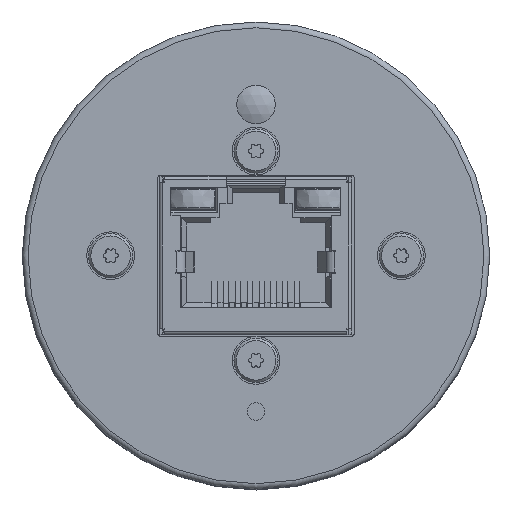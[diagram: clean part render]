
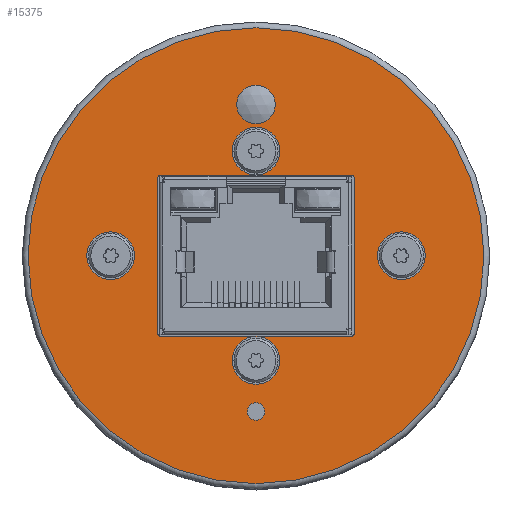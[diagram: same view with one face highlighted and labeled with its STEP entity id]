
A CAD part, top view. The second image highlights one B-rep face of the part: STEP entity #15375.
In plain terms, the highlighted planar face has unit normal (0, 0, 1).
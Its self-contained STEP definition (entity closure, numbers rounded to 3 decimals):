
#97=FACE_BOUND('',#2393,.T.);
#98=FACE_BOUND('',#2394,.T.);
#99=FACE_BOUND('',#2395,.T.);
#100=FACE_BOUND('',#2396,.T.);
#101=FACE_BOUND('',#2397,.T.);
#102=FACE_BOUND('',#2398,.T.);
#103=FACE_BOUND('',#2399,.T.);
#431=CIRCLE('',#16433,1.651);
#595=CIRCLE('',#16694,0.25);
#596=CIRCLE('',#16697,0.25);
#597=CIRCLE('',#16700,0.75);
#598=CIRCLE('',#16702,19.6);
#601=CIRCLE('',#16706,0.25);
#602=CIRCLE('',#16707,0.25);
#603=CIRCLE('',#16708,2.05);
#604=CIRCLE('',#16709,2.05);
#605=CIRCLE('',#16710,2.05);
#606=CIRCLE('',#16711,2.05);
#1610=FACE_OUTER_BOUND('',#2392,.T.);
#2392=EDGE_LOOP('',(#13523));
#2393=EDGE_LOOP('',(#13524));
#2394=EDGE_LOOP('',(#13525));
#2395=EDGE_LOOP('',(#13526,#13527,#13528,#13529,#13530,#13531,#13532,#13533));
#2396=EDGE_LOOP('',(#13534));
#2397=EDGE_LOOP('',(#13535));
#2398=EDGE_LOOP('',(#13536));
#2399=EDGE_LOOP('',(#13537));
#4066=LINE('',#26283,#5738);
#4069=LINE('',#26291,#5741);
#4071=LINE('',#26305,#5743);
#4072=LINE('',#26308,#5744);
#5738=VECTOR('',#20830,10.);
#5741=VECTOR('',#20839,10.);
#5743=VECTOR('',#20855,10.);
#5744=VECTOR('',#20858,10.);
#6993=VERTEX_POINT('',#25776);
#7156=VERTEX_POINT('',#26275);
#7157=VERTEX_POINT('',#26277);
#7158=VERTEX_POINT('',#26281);
#7159=VERTEX_POINT('',#26285);
#7160=VERTEX_POINT('',#26289);
#7161=VERTEX_POINT('',#26293);
#7162=VERTEX_POINT('',#26297);
#7164=VERTEX_POINT('',#26303);
#7165=VERTEX_POINT('',#26304);
#7166=VERTEX_POINT('',#26306);
#7167=VERTEX_POINT('',#26310);
#7168=VERTEX_POINT('',#26312);
#7169=VERTEX_POINT('',#26314);
#7170=VERTEX_POINT('',#26316);
#9109=EDGE_CURVE('',#6993,#6993,#431,.T.);
#9349=EDGE_CURVE('',#7156,#7157,#595,.T.);
#9352=EDGE_CURVE('',#7156,#7158,#4066,.T.);
#9354=EDGE_CURVE('',#7159,#7158,#596,.T.);
#9356=EDGE_CURVE('',#7159,#7160,#4069,.T.);
#9357=EDGE_CURVE('',#7161,#7161,#597,.T.);
#9359=EDGE_CURVE('',#7162,#7162,#598,.T.);
#9362=EDGE_CURVE('',#7164,#7165,#4071,.T.);
#9363=EDGE_CURVE('',#7166,#7165,#601,.T.);
#9364=EDGE_CURVE('',#7166,#7157,#4072,.T.);
#9365=EDGE_CURVE('',#7164,#7160,#602,.T.);
#9366=EDGE_CURVE('',#7167,#7167,#603,.T.);
#9367=EDGE_CURVE('',#7168,#7168,#604,.T.);
#9368=EDGE_CURVE('',#7169,#7169,#605,.T.);
#9369=EDGE_CURVE('',#7170,#7170,#606,.T.);
#13523=ORIENTED_EDGE('',*,*,#9359,.F.);
#13524=ORIENTED_EDGE('',*,*,#9109,.T.);
#13525=ORIENTED_EDGE('',*,*,#9357,.T.);
#13526=ORIENTED_EDGE('',*,*,#9362,.T.);
#13527=ORIENTED_EDGE('',*,*,#9363,.F.);
#13528=ORIENTED_EDGE('',*,*,#9364,.T.);
#13529=ORIENTED_EDGE('',*,*,#9349,.F.);
#13530=ORIENTED_EDGE('',*,*,#9352,.T.);
#13531=ORIENTED_EDGE('',*,*,#9354,.F.);
#13532=ORIENTED_EDGE('',*,*,#9356,.T.);
#13533=ORIENTED_EDGE('',*,*,#9365,.F.);
#13534=ORIENTED_EDGE('',*,*,#9366,.T.);
#13535=ORIENTED_EDGE('',*,*,#9367,.T.);
#13536=ORIENTED_EDGE('',*,*,#9368,.T.);
#13537=ORIENTED_EDGE('',*,*,#9369,.T.);
#14053=PLANE('',#16705);
#15375=ADVANCED_FACE('',(#1610,#97,#98,#99,#100,#101,#102,#103),#14053,
 .T.);
#16433=AXIS2_PLACEMENT_3D('',#25777,#20226,#20227);
#16694=AXIS2_PLACEMENT_3D('',#26278,#20824,#20825);
#16697=AXIS2_PLACEMENT_3D('',#26287,#20834,#20835);
#16700=AXIS2_PLACEMENT_3D('',#26294,#20842,#20843);
#16702=AXIS2_PLACEMENT_3D('',#26298,#20847,#20848);
#16705=AXIS2_PLACEMENT_3D('',#26302,#20853,#20854);
#16706=AXIS2_PLACEMENT_3D('',#26307,#20856,#20857);
#16707=AXIS2_PLACEMENT_3D('',#26309,#20859,#20860);
#16708=AXIS2_PLACEMENT_3D('',#26311,#20861,#20862);
#16709=AXIS2_PLACEMENT_3D('',#26313,#20863,#20864);
#16710=AXIS2_PLACEMENT_3D('',#26315,#20865,#20866);
#16711=AXIS2_PLACEMENT_3D('',#26317,#20867,#20868);
#20226=DIRECTION('center_axis',(0.,0.,-1.));
#20227=DIRECTION('ref_axis',(0.,-1.,0.));
#20824=DIRECTION('center_axis',(0.,0.,1.));
#20825=DIRECTION('ref_axis',(0.707,0.707,0.));
#20830=DIRECTION('',(0.,-1.,0.));
#20834=DIRECTION('center_axis',(0.,0.,1.));
#20835=DIRECTION('ref_axis',(0.707,-0.707,0.));
#20839=DIRECTION('',(-1.,0.,0.));
#20842=DIRECTION('center_axis',(0.,0.,-1.));
#20843=DIRECTION('ref_axis',(1.,0.,0.));
#20847=DIRECTION('center_axis',(0.,0.,-1.));
#20848=DIRECTION('ref_axis',(1.,0.,0.));
#20853=DIRECTION('center_axis',(0.,0.,1.));
#20854=DIRECTION('ref_axis',(1.,0.,0.));
#20855=DIRECTION('',(0.,1.,0.));
#20856=DIRECTION('center_axis',(0.,0.,1.));
#20857=DIRECTION('ref_axis',(-0.707,0.707,0.));
#20858=DIRECTION('',(1.,0.,0.));
#20859=DIRECTION('center_axis',(0.,0.,1.));
#20860=DIRECTION('ref_axis',(-0.707,-0.707,0.));
#20861=DIRECTION('center_axis',(0.,0.,-1.));
#20862=DIRECTION('ref_axis',(1.,0.,0.));
#20863=DIRECTION('center_axis',(0.,0.,-1.));
#20864=DIRECTION('ref_axis',(1.,0.,0.));
#20865=DIRECTION('center_axis',(0.,0.,-1.));
#20866=DIRECTION('ref_axis',(1.,0.,0.));
#20867=DIRECTION('center_axis',(0.,0.,-1.));
#20868=DIRECTION('ref_axis',(1.,0.,0.));
#25776=CARTESIAN_POINT('',(0.,14.651,2.));
#25777=CARTESIAN_POINT('Origin',(0.,13.,
2.));
#26275=CARTESIAN_POINT('',(8.45,6.675,2.));
#26277=CARTESIAN_POINT('',(8.2,6.925,2.));
#26278=CARTESIAN_POINT('Origin',(8.2,6.675,2.));
#26281=CARTESIAN_POINT('',(8.45,-6.675,2.));
#26283=CARTESIAN_POINT('',(8.45,3.463,2.));
#26285=CARTESIAN_POINT('',(8.2,-6.925,2.));
#26287=CARTESIAN_POINT('Origin',(8.2,-6.675,2.));
#26289=CARTESIAN_POINT('',(-8.2,-6.925,2.));
#26291=CARTESIAN_POINT('',(4.225,-6.925,2.));
#26293=CARTESIAN_POINT('',(-0.75,-13.4,2.));
#26294=CARTESIAN_POINT('Origin',(0.,-13.4,2.));
#26297=CARTESIAN_POINT('',(-19.6,0.,2.));
#26298=CARTESIAN_POINT('Origin',(0.,0.,2.));
#26302=CARTESIAN_POINT('Origin',(0.,0.,2.));
#26303=CARTESIAN_POINT('',(-8.45,-6.675,2.));
#26304=CARTESIAN_POINT('',(-8.45,6.675,2.));
#26305=CARTESIAN_POINT('',(-8.45,-3.463,2.));
#26306=CARTESIAN_POINT('',(-8.2,6.925,2.));
#26307=CARTESIAN_POINT('Origin',(-8.2,6.675,2.));
#26308=CARTESIAN_POINT('',(-4.225,6.925,2.));
#26309=CARTESIAN_POINT('Origin',(-8.2,-6.675,2.));
#26310=CARTESIAN_POINT('',(-2.05,-9.,2.));
#26311=CARTESIAN_POINT('Origin',(0.,-9.,2.));
#26312=CARTESIAN_POINT('',(-2.05,9.,2.));
#26313=CARTESIAN_POINT('Origin',(0.,9.,2.));
#26314=CARTESIAN_POINT('',(10.45,0.,2.));
#26315=CARTESIAN_POINT('Origin',(12.5,0.,2.));
#26316=CARTESIAN_POINT('',(-14.55,0.,2.));
#26317=CARTESIAN_POINT('Origin',(-12.5,0.,2.));
